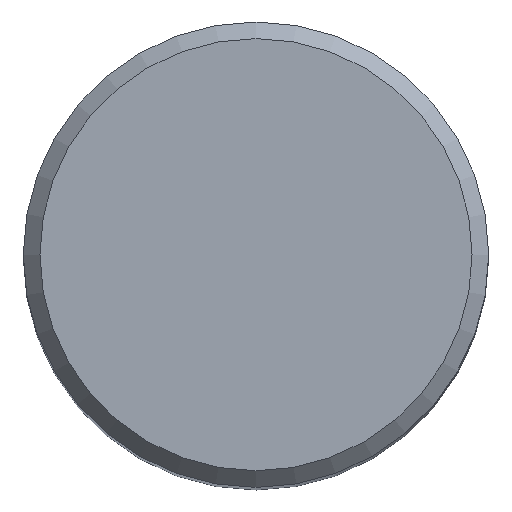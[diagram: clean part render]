
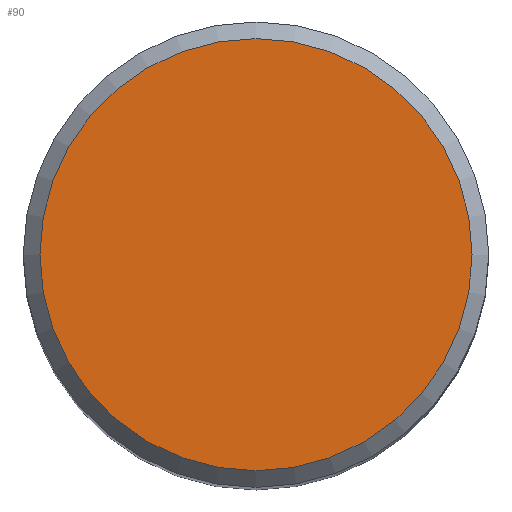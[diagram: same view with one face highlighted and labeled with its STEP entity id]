
A CAD part, top view. The second image highlights one B-rep face of the part: STEP entity #90.
In plain terms, the highlighted planar face has unit normal (0, 0, 1).
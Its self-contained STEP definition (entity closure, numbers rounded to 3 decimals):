
#51=PLANE('',#433);
#56=FACE_OUTER_BOUND('',#211,.T.);
#90=ADVANCED_FACE('',(#56),#51,.F.);
#211=EDGE_LOOP('',(#265));
#265=ORIENTED_EDGE('',*,*,#323,.F.);
#296=VERTEX_POINT('',#642);
#323=EDGE_CURVE('',#296,#296,#350,.T.);
#350=CIRCLE('',#432,6.5);
#432=AXIS2_PLACEMENT_3D('',#641,#549,#550);
#433=AXIS2_PLACEMENT_3D('',#643,#551,#552);
#549=DIRECTION('',(0.,0.,-1.));
#550=DIRECTION('',(-1.,0.,0.));
#551=DIRECTION('',(0.,0.,-1.));
#552=DIRECTION('',(1.,0.,0.));
#641=CARTESIAN_POINT('',(0.,0.,45.));
#642=CARTESIAN_POINT('',(-6.5,0.,45.));
#643=CARTESIAN_POINT('',(0.,0.,45.));
